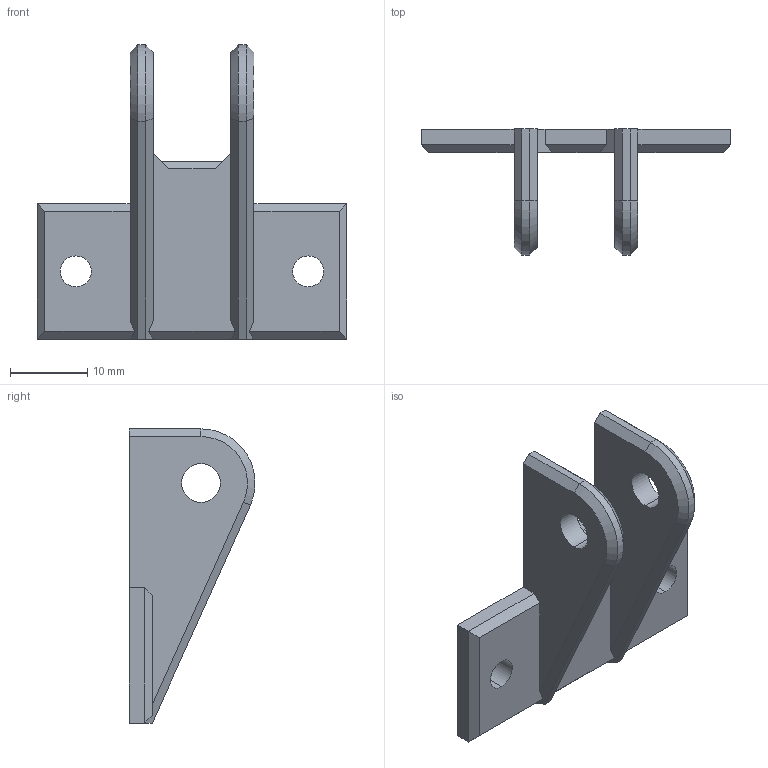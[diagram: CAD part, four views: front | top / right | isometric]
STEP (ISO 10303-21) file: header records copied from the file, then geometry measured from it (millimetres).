
FILE_DESCRIPTION (( 'STEP AP214' ), '1' );
FILE_NAME ('Z belt Top holder.STEP', '2023-01-16T21:34:42', ( '' ), ( '' ), 'SwSTEP 2.0', 'SolidWorks 2020', '' );
FILE_SCHEMA (( 'AUTOMOTIVE_DESIGN' ));
Length unit declared in the file: millimetre
Products named in the file (1): Z belt Top holder
Bounding box: 40 x 16.27 x 38 mm (x, y, z)
Volume: 4078.2 mm3; surface area: 3438.3 mm2
Topology: 1 solids, 1 shells, 50 faces, 132 edges, 84 vertices
Faces by surface type: plane 36, cylinder 10, cone 4
Entity records: 1574 total; most frequent: CARTESIAN_POINT 267, ORIENTED_EDGE 264, DIRECTION 258, EDGE_CURVE 132, LINE 108, VECTOR 108, VERTEX_POINT 84, AXIS2_PLACEMENT_3D 75
